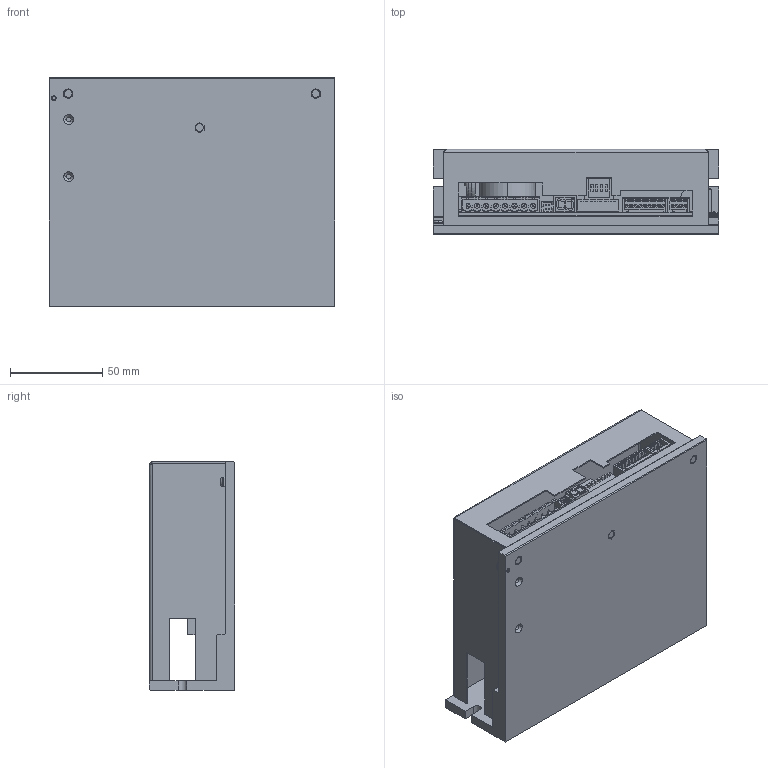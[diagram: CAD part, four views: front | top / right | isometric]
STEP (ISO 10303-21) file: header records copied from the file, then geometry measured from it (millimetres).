
FILE_DESCRIPTION((''),'2;1');
FILE_NAME('MPP19_CON_IMD08-00_ASM','2020-12-04T16:30:54',('Matteo Maccalli'),(''),'CREO PARAMETRIC BY PTC INC, 2019344','CREO PARAMETRIC BY PTC INC, 2019344','');
FILE_SCHEMA(('AUTOMOTIVE_DESIGN { 1 0 10303 214 1 1 1 1 }'));
Products named in the file (55): ESTRUSO_00_MPP19_IMD08-00; INSERTO_M2_5X10MM; ESTRUSO-00_MPP19_IMD08-00_INSER_ASM; AD_00974-00_MPP19_IMD08-00; BOARD-93; SW_DIP8_90_THD; DIP200_ASM; DISSIPATORE_00_PONTE_IMD08-00; PONTE_GSIB254_TERMINALI_5_1_V; RONDELLA_DENTELLATA_VITE3MM; TCC_M3X08; PONTE_DBI25-XX_DISS_ASM_ASM; DP800_ASM; BOARD-40187; TDS; DISPLAY_ASM; WPW05VIS-01_ASM; VIS200_ASM; 877600416; JMP600_ASM; CE_30X25_P10_SNAP-IN; CE801_ASM; NTC_DIAMETRO_22MM; RT800_ASM; CE800_ASM; MC_0_5-4-G-2_5; 1881464_ASM; CN3_ASM; MC_0_5-9-G-2_5; 1881516_ASM; CN2_ASM; MSTBA_2_5-8-G-5_08; 1757307_ASM; CN1_ASM; SOLID; COMPOUND; 878330431_ASM; CN6_ASM; C-5555153-1-C-3D; CN5B_ASM ...
Assembly tree (66 placements, depth 7):
  MPP19_CON_IMD08-00_ASM
    ESTRUSO-00_MPP19_IMD08-00_INSER_ASM
      ESTRUSO_00_MPP19_IMD08-00
      INSERTO_M2_5X10MM  x3
    AD_00974-00_MPP19_IMD08-00
    IMD08-00_ASM
      PCB_ASM
        BOARD-93
        DIP200_ASM
          SW_DIP8_90_THD
        DP800_ASM
          PONTE_DBI25-XX_DISS_ASM_ASM
            DISSIPATORE_00_PONTE_IMD08-00
            PONTE_GSIB254_TERMINALI_5_1_V
            RONDELLA_DENTELLATA_VITE3MM
            TCC_M3X08
        VIS200_ASM
          WPW05VIS-01_ASM
            BOARD-40187
            DISPLAY_ASM
              TDS
        JMP600_ASM
          877600416
        CE801_ASM
          CE_30X25_P10_SNAP-IN
        RT800_ASM
          NTC_DIAMETRO_22MM
        CE800_ASM
          CE_30X25_P10_SNAP-IN
        CN3_ASM
          1881464_ASM
            MC_0_5-4-G-2_5
        CN2_ASM
          1881516_ASM
            MC_0_5-9-G-2_5
        CN1_ASM
          1757307_ASM
            MSTBA_2_5-8-G-5_08
        CN6_ASM
          878330431_ASM
            SOLID
            COMPOUND
        CN5B_ASM
          C-5555153-1-C-3D
        CN5A_ASM
          C-5555153-1-C-3D
        JMP700_ASM
          877600416
        CN4_ASM
          CN07MCG
        JMP601_ASM
          877600416
        DIP201_ASM
          IMD03DIP-00_ASM
            BOARD-243486
            DIP100_ASM
              A6E-4104
    SCATOLA-00_MPP19_IMD08-00
    TCC_M2E5X05  x7
Bounding box: 154.4 x 46 x 123.5 mm (x, y, z)
Volume: 248872.2 mm3; surface area: 186199.5 mm2
Topology: 35 solids, 41 shells, 4561 faces, 11713 edges, 7527 vertices
Faces by surface type: plane 3404, cylinder 901, sphere 90, cone 78, torus 56, extrusion 16, bspline 16
Entity records: 156442 total; most frequent: CARTESIAN_POINT 23774, ORIENTED_EDGE 19054, DIRECTION 18967, EDGE_CURVE 9551, PRESENTATION_STYLE_ASSIGNMENT 9393, STYLED_ITEM 7404, VECTOR 7299, LINE 7283
